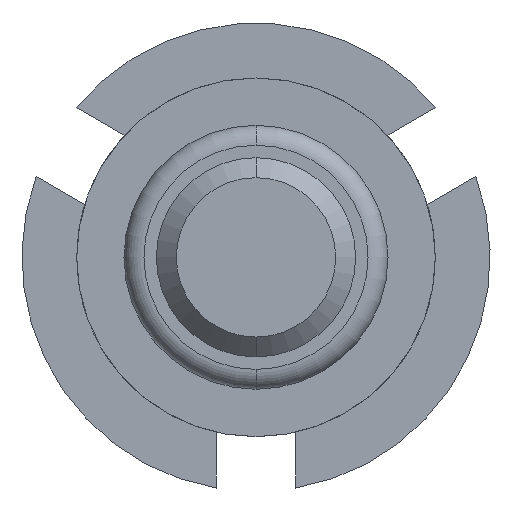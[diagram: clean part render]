
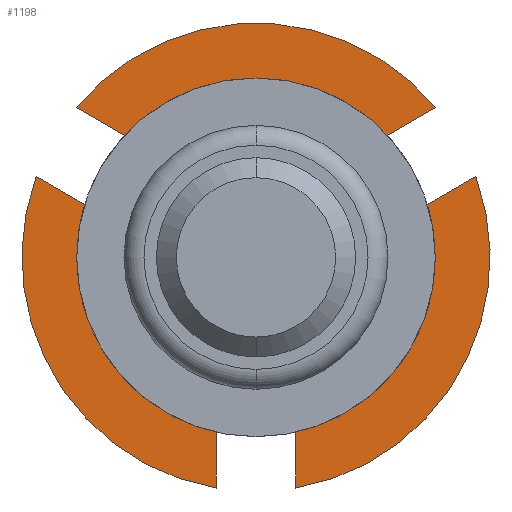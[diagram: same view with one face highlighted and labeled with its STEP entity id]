
A CAD part, front view. The second image highlights one B-rep face of the part: STEP entity #1198.
In plain terms, the highlighted planar face has unit normal (0, -1, 0).
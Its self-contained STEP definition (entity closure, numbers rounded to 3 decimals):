
#69 = CARTESIAN_POINT ( 'NONE',  ( 0., 5.5, 0. ) ) ;
#86 = DIRECTION ( 'NONE',  ( 0., 1., 0. ) ) ;
#109 = CARTESIAN_POINT ( 'NONE',  ( 2.205, 5.5, 0.811 ) ) ;
#113 = EDGE_CURVE ( 'Defeature ausgef�hrt4_39+Defeature ausgef�hrt4_26+Defeature ausgef�hrt4_40+Defeature ausgef�hrt4_38', #4358, #1059, #1819, .T. ) ;
#144 = CARTESIAN_POINT ( 'NONE',  ( -0.4, 5.5, 0. ) ) ;
#180 = DIRECTION ( 'NONE',  ( 0.866, 0., 0.5 ) ) ;
#261 = LINE ( 'NONE', #3935, #3421 ) ;
#263 = VECTOR ( 'NONE', #3880, 1000. ) ;
#283 = CARTESIAN_POINT ( 'NONE',  ( 0.4, 5.5, -2.316 ) ) ;
#298 = EDGE_CURVE ( 'Defeature ausgef�hrt4_27+Defeature ausgef�hrt4_26+Defeature ausgef�hrt4_28+Defeature ausgef�hrt4_30', #3198, #3085, #3918, .T. ) ;
#325 = VERTEX_POINT ( 'NONE', #3572 ) ;
#367 = VECTOR ( 'NONE', #4032, 1000. ) ;
#378 = EDGE_CURVE ( 'Defeature ausgef�hrt4_40+Defeature ausgef�hrt4_26+Defeature ausgef�hrt4_19+Defeature ausgef�hrt4_39', #2443, #4358, #3751, .T. ) ;
#409 = PLANE ( 'NONE',  #2348 ) ;
#410 = LINE ( 'NONE', #2312, #1476 ) ;
#431 = CARTESIAN_POINT ( 'NONE',  ( 0., 5.5, 1.075 ) ) ;
#433 = CARTESIAN_POINT ( 'NONE',  ( -1.386, 5.5, 0.8 ) ) ;
#454 = DIRECTION ( 'NONE',  ( -0.839, 0., -0.545 ) ) ;
#461 = DIRECTION ( 'NONE',  ( 0., 0., -1. ) ) ;
#485 = CARTESIAN_POINT ( 'NONE',  ( -0.4, 5.5, -2.316 ) ) ;
#514 = DIRECTION ( 'NONE',  ( 0., 0., -1. ) ) ;
#516 = VERTEX_POINT ( 'NONE', #109 ) ;
#537 = EDGE_CURVE ( 'Defeature ausgef�hrt4_42+Defeature ausgef�hrt4_26+Defeature ausgef�hrt4_43+Defeature ausgef�hrt4_41', #3248, #325, #3971, .T. ) ;
#684 = ORIENTED_EDGE ( 'NONE', *, *, #1466, .F. ) ;
#761 = DIRECTION ( 'NONE',  ( 0., 0., -1. ) ) ;
#778 = EDGE_CURVE ( 'Defeature ausgef�hrt4_28+Defeature ausgef�hrt4_26+Defeature ausgef�hrt4_29+Defeature ausgef�hrt4_27', #1799, #3198, #4242, .T. ) ;
#851 = DIRECTION ( 'NONE',  ( 0.866, 0., -0.5 ) ) ;
#906 = VECTOR ( 'NONE', #3800, 1000. ) ;
#909 = CARTESIAN_POINT ( 'NONE',  ( 1.186, 5.5, 1.146 ) ) ;
#917 = CARTESIAN_POINT ( 'NONE',  ( -2.205, 5.5, 0.811 ) ) ;
#919 = VERTEX_POINT ( 'NONE', #283 ) ;
#954 = DIRECTION ( 'NONE',  ( -1., 0., 0. ) ) ;
#976 = ORIENTED_EDGE ( 'NONE', *, *, #378, .F. ) ;
#1007 = CIRCLE ( 'NONE', #2289, 2.35 ) ;
#1039 = EDGE_CURVE ( 'Defeature ausgef�hrt4_19+Defeature ausgef�hrt4_26+Defeature ausgef�hrt4_41+Defeature ausgef�hrt4_40', #1778, #2443, #2004, .T. ) ;
#1054 = VECTOR ( 'NONE', #454, 1000. ) ;
#1059 = VERTEX_POINT ( 'NONE', #2604 ) ;
#1079 = DIRECTION ( 'NONE',  ( 0.839, 0., -0.545 ) ) ;
#1116 = EDGE_LOOP ( 'NONE', ( #1393, #2914, #2399, #3542, #684, #4363, #3949, #1617, #1234, #2225, #976, #3599 ) ) ;
#1168 = FACE_OUTER_BOUND ( 'NONE', #1116, .T. ) ;
#1198 = ADVANCED_FACE ( 'Defeature ausgef�hrt4_26', ( #1168, #1607 ), #409, .T. ) ;
#1203 = DIRECTION ( 'NONE',  ( 0., 1., 0. ) ) ;
#1228 = LINE ( 'NONE', #144, #1941 ) ;
#1234 = ORIENTED_EDGE ( 'NONE', *, *, #4291, .F. ) ;
#1245 = EDGE_CURVE ( 'Defeature ausgef�hrt4_20+Defeature ausgef�hrt4_26+Defeature ausgef�hrt4_38+Defeature ausgef�hrt4_37', #516, #919, #1007, .T. ) ;
#1271 = LINE ( 'NONE', #3696, #367 ) ;
#1302 = AXIS2_PLACEMENT_3D ( 'NONE', #3930, #1875, #1503 ) ;
#1393 = ORIENTED_EDGE ( 'NONE', *, *, #3886, .F. ) ;
#1422 = CARTESIAN_POINT ( 'NONE',  ( -0.2, 5.5, 0.346 ) ) ;
#1449 = VERTEX_POINT ( 'NONE', #1492 ) ;
#1450 = EDGE_CURVE ( 'Defeature ausgef�hrt4_43+Defeature ausgef�hrt4_26+Defeature ausgef�hrt4_34+Defeature ausgef�hrt4_42', #3766, #3248, #2839, .T. ) ;
#1466 = EDGE_CURVE ( 'Defeature ausgef�hrt4_35+Defeature ausgef�hrt4_26+Defeature ausgef�hrt4_36+Defeature ausgef�hrt4_34', #3112, #2834, #1228, .T. ) ;
#1468 = CARTESIAN_POINT ( 'NONE',  ( -1.586, 5.5, 0.454 ) ) ;
#1476 = VECTOR ( 'NONE', #1616, 1000. ) ;
#1492 = CARTESIAN_POINT ( 'NONE',  ( 0., 5.5, -1.075 ) ) ;
#1503 = DIRECTION ( 'NONE',  ( 0., 0., -1. ) ) ;
#1607 = FACE_BOUND ( 'NONE', #2628, .T. ) ;
#1616 = DIRECTION ( 'NONE',  ( 0., 0., 1. ) ) ;
#1617 = ORIENTED_EDGE ( 'NONE', *, *, #1245, .F. ) ;
#1654 = LINE ( 'NONE', #3143, #2371 ) ;
#1668 = CARTESIAN_POINT ( 'NONE',  ( -0.2, 5.5, -0.346 ) ) ;
#1778 = VERTEX_POINT ( 'NONE', #2693 ) ;
#1799 = VERTEX_POINT ( 'NONE', #3031 ) ;
#1819 = LINE ( 'NONE', #2470, #906 ) ;
#1875 = DIRECTION ( 'NONE',  ( 0., 1., 0. ) ) ;
#1941 = VECTOR ( 'NONE', #514, 1000. ) ;
#2004 = CIRCLE ( 'NONE', #3944, 2.35 ) ;
#2091 = LINE ( 'NONE', #3656, #2315 ) ;
#2098 = DIRECTION ( 'NONE',  ( -0.866, 0., -0.5 ) ) ;
#2143 = EDGE_CURVE ( 'Defeature ausgef�hrt4_34+Defeature ausgef�hrt4_26+Defeature ausgef�hrt4_35+Defeature ausgef�hrt4_43', #2834, #3766, #3586, .T. ) ;
#2225 = ORIENTED_EDGE ( 'NONE', *, *, #113, .F. ) ;
#2289 = AXIS2_PLACEMENT_3D ( 'NONE', #69, #86, #761 ) ;
#2311 = DIRECTION ( 'NONE',  ( -0.839, 0., 0.545 ) ) ;
#2312 = CARTESIAN_POINT ( 'NONE',  ( 0.4, 5.5, 0. ) ) ;
#2315 = VECTOR ( 'NONE', #3999, 1000. ) ;
#2348 = AXIS2_PLACEMENT_3D ( 'NONE', #3826, #3532, #461 ) ;
#2366 = LINE ( 'NONE', #3595, #3265 ) ;
#2371 = VECTOR ( 'NONE', #1079, 1000. ) ;
#2399 = ORIENTED_EDGE ( 'NONE', *, *, #1450, .F. ) ;
#2435 = ORIENTED_EDGE ( 'NONE', *, *, #4095, .F. ) ;
#2443 = VERTEX_POINT ( 'NONE', #3951 ) ;
#2470 = CARTESIAN_POINT ( 'NONE',  ( 1.386, 5.5, 0.8 ) ) ;
#2487 = VECTOR ( 'NONE', #2311, 1000. ) ;
#2509 = EDGE_CURVE ( 'Defeature ausgef�hrt4_36+Defeature ausgef�hrt4_26+Defeature ausgef�hrt4_37+Defeature ausgef�hrt4_35', #4249, #3112, #2366, .T. ) ;
#2603 = CARTESIAN_POINT ( 'NONE',  ( 0., 5.5, 1.075 ) ) ;
#2604 = CARTESIAN_POINT ( 'NONE',  ( 1.586, 5.5, 0.454 ) ) ;
#2628 = EDGE_LOOP ( 'NONE', ( #4360, #3408, #2435, #4133 ) ) ;
#2642 = EDGE_CURVE ( 'Defeature ausgef�hrt4_29+Defeature ausgef�hrt4_26+Defeature ausgef�hrt4_30+Defeature ausgef�hrt4_28', #1449, #1799, #2091, .T. ) ;
#2693 = CARTESIAN_POINT ( 'NONE',  ( -1.805, 5.5, 1.504 ) ) ;
#2728 = CARTESIAN_POINT ( 'NONE',  ( -1.655, 5.5, 0. ) ) ;
#2834 = VERTEX_POINT ( 'NONE', #485 ) ;
#2836 = VECTOR ( 'NONE', #2098, 1000. ) ;
#2839 = LINE ( 'NONE', #1668, #4179 ) ;
#2907 = CARTESIAN_POINT ( 'NONE',  ( -1.655, 5.5, 0. ) ) ;
#2914 = ORIENTED_EDGE ( 'NONE', *, *, #537, .F. ) ;
#3031 = CARTESIAN_POINT ( 'NONE',  ( 1.655, 5.5, 0. ) ) ;
#3085 = VERTEX_POINT ( 'NONE', #2728 ) ;
#3112 = VERTEX_POINT ( 'NONE', #3435 ) ;
#3143 = CARTESIAN_POINT ( 'NONE',  ( 0., 5.5, -1.075 ) ) ;
#3198 = VERTEX_POINT ( 'NONE', #431 ) ;
#3248 = VERTEX_POINT ( 'NONE', #1468 ) ;
#3265 = VECTOR ( 'NONE', #954, 1000. ) ;
#3267 = CARTESIAN_POINT ( 'NONE',  ( 0., 5.5, 0. ) ) ;
#3408 = ORIENTED_EDGE ( 'NONE', *, *, #2642, .F. ) ;
#3421 = VECTOR ( 'NONE', #180, 1000. ) ;
#3435 = CARTESIAN_POINT ( 'NONE',  ( -0.4, 5.5, -1.6 ) ) ;
#3532 = DIRECTION ( 'NONE',  ( 0., -1., 0. ) ) ;
#3542 = ORIENTED_EDGE ( 'NONE', *, *, #2143, .F. ) ;
#3572 = CARTESIAN_POINT ( 'NONE',  ( -1.186, 5.5, 1.146 ) ) ;
#3586 = CIRCLE ( 'NONE', #1302, 2.35 ) ;
#3593 = CARTESIAN_POINT ( 'NONE',  ( 0.4, 5.5, -1.6 ) ) ;
#3595 = CARTESIAN_POINT ( 'NONE',  ( 0., 5.5, -1.6 ) ) ;
#3599 = ORIENTED_EDGE ( 'NONE', *, *, #1039, .F. ) ;
#3612 = DIRECTION ( 'NONE',  ( 0., 0., -1. ) ) ;
#3656 = CARTESIAN_POINT ( 'NONE',  ( 1.655, 5.5, 0. ) ) ;
#3696 = CARTESIAN_POINT ( 'NONE',  ( 0.2, 5.5, 0.346 ) ) ;
#3751 = LINE ( 'NONE', #1422, #2836 ) ;
#3766 = VERTEX_POINT ( 'NONE', #917 ) ;
#3800 = DIRECTION ( 'NONE',  ( 0.5, 0., -0.866 ) ) ;
#3826 = CARTESIAN_POINT ( 'NONE',  ( 0., 5.5, 0. ) ) ;
#3880 = DIRECTION ( 'NONE',  ( 0.5, 0., 0.866 ) ) ;
#3886 = EDGE_CURVE ( 'Defeature ausgef�hrt4_41+Defeature ausgef�hrt4_26+Defeature ausgef�hrt4_42+Defeature ausgef�hrt4_19', #325, #1778, #1271, .T. ) ;
#3918 = LINE ( 'NONE', #2907, #1054 ) ;
#3930 = CARTESIAN_POINT ( 'NONE',  ( 0., 5.5, 0. ) ) ;
#3935 = CARTESIAN_POINT ( 'NONE',  ( 0.2, 5.5, -0.346 ) ) ;
#3944 = AXIS2_PLACEMENT_3D ( 'NONE', #3267, #1203, #3612 ) ;
#3949 = ORIENTED_EDGE ( 'NONE', *, *, #4334, .F. ) ;
#3951 = CARTESIAN_POINT ( 'NONE',  ( 1.805, 5.5, 1.504 ) ) ;
#3971 = LINE ( 'NONE', #433, #263 ) ;
#3999 = DIRECTION ( 'NONE',  ( 0.839, 0., 0.545 ) ) ;
#4032 = DIRECTION ( 'NONE',  ( -0.866, 0., 0.5 ) ) ;
#4095 = EDGE_CURVE ( 'Defeature ausgef�hrt4_30+Defeature ausgef�hrt4_26+Defeature ausgef�hrt4_27+Defeature ausgef�hrt4_29', #3085, #1449, #1654, .T. ) ;
#4133 = ORIENTED_EDGE ( 'NONE', *, *, #298, .F. ) ;
#4179 = VECTOR ( 'NONE', #851, 1000. ) ;
#4242 = LINE ( 'NONE', #2603, #2487 ) ;
#4249 = VERTEX_POINT ( 'NONE', #3593 ) ;
#4291 = EDGE_CURVE ( 'Defeature ausgef�hrt4_38+Defeature ausgef�hrt4_26+Defeature ausgef�hrt4_39+Defeature ausgef�hrt4_20', #1059, #516, #261, .T. ) ;
#4334 = EDGE_CURVE ( 'Defeature ausgef�hrt4_37+Defeature ausgef�hrt4_26+Defeature ausgef�hrt4_20+Defeature ausgef�hrt4_36', #919, #4249, #410, .T. ) ;
#4358 = VERTEX_POINT ( 'NONE', #909 ) ;
#4360 = ORIENTED_EDGE ( 'NONE', *, *, #778, .F. ) ;
#4363 = ORIENTED_EDGE ( 'NONE', *, *, #2509, .F. ) ;
